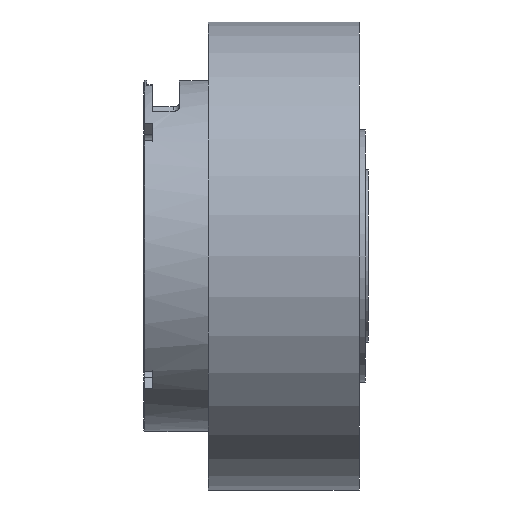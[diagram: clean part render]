
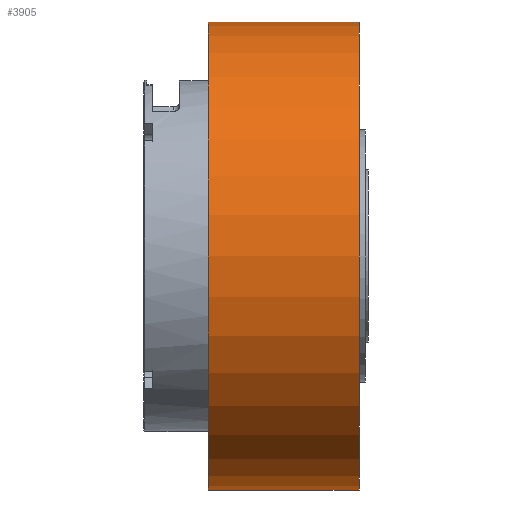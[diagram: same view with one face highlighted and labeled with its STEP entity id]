
A CAD part, left-side view. The second image highlights one B-rep face of the part: STEP entity #3905.
In plain terms, the highlighted cylindrical face has radius 38 mm (diameter 76 mm), a partial arc.
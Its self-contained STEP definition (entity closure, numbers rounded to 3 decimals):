
#219 = AXIS2_PLACEMENT_3D ( 'NONE', #539, #2490, #2364 ) ;
#222 = EDGE_LOOP ( 'NONE', ( #2338, #5481, #4100, #2437 ) ) ;
#254 = DIRECTION ( 'NONE',  ( 0., -1., 0. ) ) ;
#395 = DIRECTION ( 'NONE',  ( 0., 0., -1. ) ) ;
#539 = CARTESIAN_POINT ( 'NONE',  ( 0., 24.5, 0. ) ) ;
#672 = LINE ( 'NONE', #2049, #835 ) ;
#835 = VECTOR ( 'NONE', #254, 1000. ) ;
#848 = CARTESIAN_POINT ( 'NONE',  ( 0., 0., 0. ) ) ;
#872 = LINE ( 'NONE', #5809, #3791 ) ;
#884 = CARTESIAN_POINT ( 'NONE',  ( 0., 24.5, 38. ) ) ;
#1023 = VERTEX_POINT ( 'NONE', #5702 ) ;
#1077 = EDGE_CURVE ( 'NONE', #4535, #4433, #672, .T. ) ;
#1589 = EDGE_CURVE ( 'NONE', #4354, #1023, #872, .T. ) ;
#1753 = FACE_OUTER_BOUND ( 'NONE', #222, .T. ) ;
#2049 = CARTESIAN_POINT ( 'NONE',  ( 0., 0., 38. ) ) ;
#2165 = CYLINDRICAL_SURFACE ( 'NONE', #5162, 38. ) ;
#2310 = CIRCLE ( 'NONE', #219, 38. ) ;
#2338 = ORIENTED_EDGE ( 'NONE', *, *, #1077, .F. ) ;
#2364 = DIRECTION ( 'NONE',  ( 0., 0., -1. ) ) ;
#2437 = ORIENTED_EDGE ( 'NONE', *, *, #5780, .F. ) ;
#2490 = DIRECTION ( 'NONE',  ( 0., -1., 0. ) ) ;
#2668 = CIRCLE ( 'NONE', #2852, 38. ) ;
#2692 = DIRECTION ( 'NONE',  ( 0., -1., 0. ) ) ;
#2852 = AXIS2_PLACEMENT_3D ( 'NONE', #848, #2692, #4032 ) ;
#3496 = DIRECTION ( 'NONE',  ( 0., -1., 0. ) ) ;
#3515 = DIRECTION ( 'NONE',  ( 0., -1., 0. ) ) ;
#3791 = VECTOR ( 'NONE', #3515, 1000. ) ;
#3905 = ADVANCED_FACE ( 'NONE', ( #1753 ), #2165, .T. ) ;
#3997 = CARTESIAN_POINT ( 'NONE',  ( 0., 24.5, -38. ) ) ;
#4032 = DIRECTION ( 'NONE',  ( 0., 0., -1. ) ) ;
#4037 = EDGE_CURVE ( 'NONE', #4535, #4354, #2310, .T. ) ;
#4100 = ORIENTED_EDGE ( 'NONE', *, *, #1589, .T. ) ;
#4204 = CARTESIAN_POINT ( 'NONE',  ( 0., 0., 38. ) ) ;
#4354 = VERTEX_POINT ( 'NONE', #3997 ) ;
#4433 = VERTEX_POINT ( 'NONE', #4204 ) ;
#4535 = VERTEX_POINT ( 'NONE', #884 ) ;
#5162 = AXIS2_PLACEMENT_3D ( 'NONE', #5359, #3496, #395 ) ;
#5359 = CARTESIAN_POINT ( 'NONE',  ( 0., 0., 0. ) ) ;
#5481 = ORIENTED_EDGE ( 'NONE', *, *, #4037, .T. ) ;
#5702 = CARTESIAN_POINT ( 'NONE',  ( 0., 0., -38. ) ) ;
#5780 = EDGE_CURVE ( 'NONE', #4433, #1023, #2668, .T. ) ;
#5809 = CARTESIAN_POINT ( 'NONE',  ( 0., 0., -38. ) ) ;
